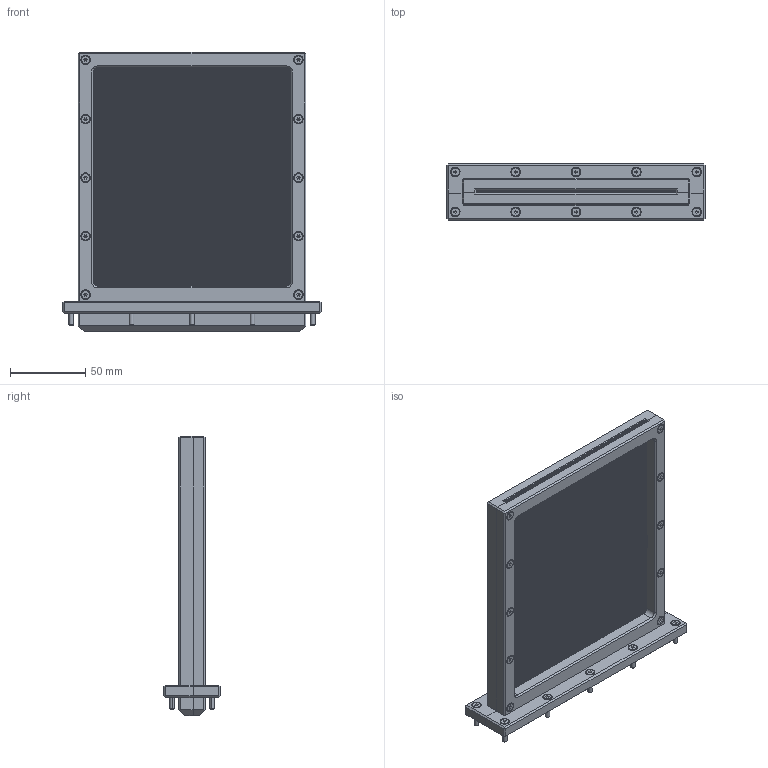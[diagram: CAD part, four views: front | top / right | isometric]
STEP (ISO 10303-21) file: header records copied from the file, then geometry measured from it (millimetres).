
FILE_DESCRIPTION (( 'STEP AP214' ), '1' );
FILE_NAME ('Fibers_support.STEP', '2025-07-30T09:51:13', ( '' ), ( '' ), 'SwSTEP 2.0', 'SolidWorks 2025', '' );
FILE_SCHEMA (( 'AUTOMOTIVE_DESIGN' ));
Length unit declared in the file: millimetre
Products named in the file (7): Copy of Copy (2) of Frame_P1^Fibers_support_Main_Fibers_rev_2; Copy of Copy of Copy (2) of Frame_P1^Fibers_support_Main_Fibers_rev_2; Fibers_support; fi-4mm-pin; B18.3.5M - 3 x 0.5 x 16 Socket FCHS  -- 16N_B18.3.5M - 3 x 0.5 x 16 Socket FCHS  -- 16N; Copy of SciFiber_Ribbon^Fibers_support_Main_Fibers_rev_2; SciFiber
Assembly tree (819 placements, depth 3):
  Fibers_support
    Copy of Copy (2) of Frame_P1^Fibers_support_Main_Fibers_rev_2
    Copy of Copy of Copy (2) of Frame_P1^Fibers_support_Main_Fibers_rev_2
    fi-4mm-pin  x4
    B18.3.5M - 3 x 0.5 x 16 Socket FCHS  -- 16N_B18.3.5M - 3 x 0.5 x 16 Socket FCHS  -- 16N  x20
    Copy of SciFiber_Ribbon^Fibers_support_Main_Fibers_rev_2
      SciFiber  x792
Bounding box: 171 x 37.5 x 185 mm (x, y, z)
Volume: 210407.1 mm3; surface area: 345513.5 mm2
Topology: 818 solids, 818 shells, 8728 faces, 20828 edges, 13708 vertices
Faces by surface type: plane 8316, cone 200, cylinder 172, torus 40
Entity records: 15504 total; most frequent: DIRECTION 3210, CARTESIAN_POINT 2282, ORIENTED_EDGE 1440, AXIS2_PLACEMENT_3D 1367, PRODUCT_DEFINITION_SHAPE 826, ITEM_DEFINED_TRANSFORMATION 819, CONTEXT_DEPENDENT_SHAPE_REPRESENTATION 819, NEXT_ASSEMBLY_USAGE_OCCURRENCE 819
